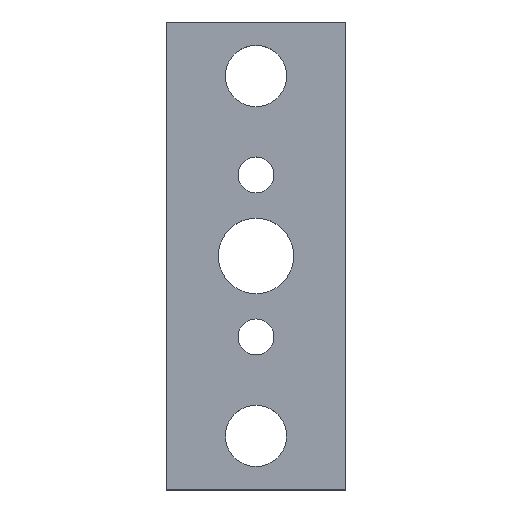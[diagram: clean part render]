
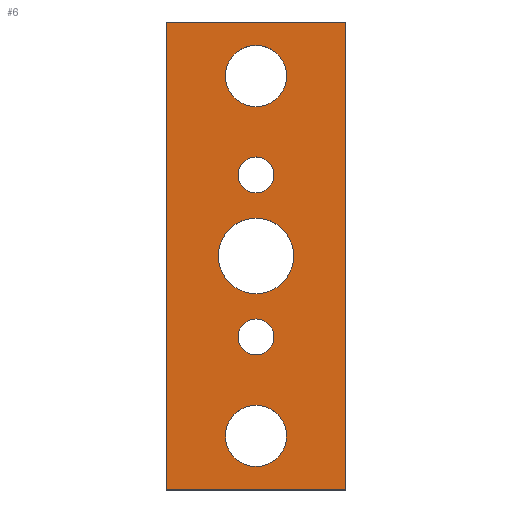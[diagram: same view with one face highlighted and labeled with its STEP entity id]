
A CAD part, top view. The second image highlights one B-rep face of the part: STEP entity #6.
In plain terms, the highlighted planar face has unit normal (0, 0, 1).
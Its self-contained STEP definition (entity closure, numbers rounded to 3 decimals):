
#6 = ADVANCED_FACE ( 'NONE', ( #443, #487, #486, #576, #499, #506 ), #735, .T. ) ;
#38 = AXIS2_PLACEMENT_3D ( 'NONE', #290, #288, #286 ) ;
#44 = AXIS2_PLACEMENT_3D ( 'NONE', #326, #325, #323 ) ;
#45 = AXIS2_PLACEMENT_3D ( 'NONE', #340, #337, #334 ) ;
#49 = AXIS2_PLACEMENT_3D ( 'NONE', #450, #548, #364 ) ;
#53 = AXIS2_PLACEMENT_3D ( 'NONE', #388, #357, #387 ) ;
#62 = AXIS2_PLACEMENT_3D ( 'NONE', #456, #453, #513 ) ;
#66 = AXIS2_PLACEMENT_3D ( 'NONE', #508, #507, #504 ) ;
#67 = AXIS2_PLACEMENT_3D ( 'NONE', #533, #528, #526 ) ;
#69 = AXIS2_PLACEMENT_3D ( 'NONE', #608, #618, #633 ) ;
#70 = AXIS2_PLACEMENT_3D ( 'NONE', #554, #552, #550 ) ;
#92 = AXIS2_PLACEMENT_3D ( 'NONE', #720, #731, #718 ) ;
#99 = EDGE_CURVE ( 'NONE', #553, #571, #375, .T. ) ;
#100 = EDGE_CURVE ( 'NONE', #591, #543, #379, .T. ) ;
#102 = EDGE_CURVE ( 'NONE', #697, #584, #362, .T. ) ;
#103 = EDGE_CURVE ( 'NONE', #541, #568, #363, .T. ) ;
#104 = EDGE_CURVE ( 'NONE', #579, #568, #360, .T. ) ;
#105 = EDGE_CURVE ( 'NONE', #642, #539, #359, .T. ) ;
#112 = EDGE_CURVE ( 'NONE', #705, #687, #341, .T. ) ;
#122 = EDGE_CURVE ( 'NONE', #571, #553, #312, .T. ) ;
#126 = EDGE_CURVE ( 'NONE', #584, #697, #299, .T. ) ;
#130 = EDGE_CURVE ( 'NONE', #543, #591, #291, .T. ) ;
#131 = EDGE_CURVE ( 'NONE', #539, #642, #285, .T. ) ;
#137 = EDGE_CURVE ( 'NONE', #687, #705, #273, .T. ) ;
#144 = EDGE_CURVE ( 'NONE', #541, #617, #262, .T. ) ;
#147 = EDGE_CURVE ( 'NONE', #579, #617, #255, .T. ) ;
#174 = CARTESIAN_POINT ( 'NONE',  ( 2.1, 0., 3. ) ) ;
#175 = CARTESIAN_POINT ( 'NONE',  ( -1.7, -10., 3. ) ) ;
#181 = CARTESIAN_POINT ( 'NONE',  ( 5., 13., 3. ) ) ;
#182 = CARTESIAN_POINT ( 'NONE',  ( -1.7, 10., 3. ) ) ;
#183 = CARTESIAN_POINT ( 'NONE',  ( 1., -4.5, 3. ) ) ;
#186 = CARTESIAN_POINT ( 'NONE',  ( -5., 13., 3. ) ) ;
#189 = CARTESIAN_POINT ( 'NONE',  ( 1.7, 10., 3. ) ) ;
#193 = CARTESIAN_POINT ( 'NONE',  ( 1., 4.5, 3. ) ) ;
#195 = CARTESIAN_POINT ( 'NONE',  ( 5., -13., 3. ) ) ;
#222 = CARTESIAN_POINT ( 'NONE',  ( -2.1, 0., 3. ) ) ;
#243 = DIRECTION ( 'NONE',  ( 1., 0., 0. ) ) ;
#244 = CARTESIAN_POINT ( 'NONE',  ( -1., -4.5, 3. ) ) ;
#248 = CARTESIAN_POINT ( 'NONE',  ( 0., 13., 3. ) ) ;
#250 = VECTOR ( 'NONE', #243, 1000. ) ;
#253 = VECTOR ( 'NONE', #333, 1000. ) ;
#254 = CARTESIAN_POINT ( 'NONE',  ( 5., -6., 3. ) ) ;
#255 = LINE ( 'NONE', #248, #250 ) ;
#262 = LINE ( 'NONE', #254, #253 ) ;
#273 = CIRCLE ( 'NONE', #38, 1.7 ) ;
#285 = CIRCLE ( 'NONE', #44, 2.1 ) ;
#286 = DIRECTION ( 'NONE',  ( -1., 0., 0. ) ) ;
#288 = DIRECTION ( 'NONE',  ( 0., 0., -1. ) ) ;
#290 = CARTESIAN_POINT ( 'NONE',  ( 0., -10., 3. ) ) ;
#291 = CIRCLE ( 'NONE', #45, 1. ) ;
#299 = CIRCLE ( 'NONE', #49, 1.7 ) ;
#312 = CIRCLE ( 'NONE', #53, 1. ) ;
#317 = CARTESIAN_POINT ( 'NONE',  ( -5., -13., 3. ) ) ;
#323 = DIRECTION ( 'NONE',  ( 1., 0., 0. ) ) ;
#325 = DIRECTION ( 'NONE',  ( 0., 0., 1. ) ) ;
#326 = CARTESIAN_POINT ( 'NONE',  ( 0., 0., 3. ) ) ;
#328 = CARTESIAN_POINT ( 'NONE',  ( -1., 4.5, 3. ) ) ;
#333 = DIRECTION ( 'NONE',  ( 0., 1., 0. ) ) ;
#334 = DIRECTION ( 'NONE',  ( 1., 0., 0. ) ) ;
#337 = DIRECTION ( 'NONE',  ( 0., 0., 1. ) ) ;
#340 = CARTESIAN_POINT ( 'NONE',  ( 0., -4.5, 3. ) ) ;
#341 = CIRCLE ( 'NONE', #62, 1.7 ) ;
#355 = VECTOR ( 'NONE', #522, 1000. ) ;
#357 = DIRECTION ( 'NONE',  ( 0., 0., 1. ) ) ;
#358 = VECTOR ( 'NONE', #641, 1000. ) ;
#359 = CIRCLE ( 'NONE', #66, 2.1 ) ;
#360 = LINE ( 'NONE', #536, #355 ) ;
#362 = CIRCLE ( 'NONE', #67, 1.7 ) ;
#363 = LINE ( 'NONE', #534, #358 ) ;
#364 = DIRECTION ( 'NONE',  ( -1., 0., 0. ) ) ;
#375 = CIRCLE ( 'NONE', #70, 1. ) ;
#379 = CIRCLE ( 'NONE', #69, 1. ) ;
#387 = DIRECTION ( 'NONE',  ( -1., 0., 0. ) ) ;
#388 = CARTESIAN_POINT ( 'NONE',  ( 0., 4.5, 3. ) ) ;
#415 = EDGE_LOOP ( 'NONE', ( #603, #604 ) ) ;
#438 = CARTESIAN_POINT ( 'NONE',  ( 1.7, -10., 3. ) ) ;
#443 = FACE_BOUND ( 'NONE', #415, .T. ) ;
#450 = CARTESIAN_POINT ( 'NONE',  ( 0., 10., 3. ) ) ;
#453 = DIRECTION ( 'NONE',  ( 0., 0., -1. ) ) ;
#454 = EDGE_LOOP ( 'NONE', ( #629, #628 ) ) ;
#456 = CARTESIAN_POINT ( 'NONE',  ( 0., -10., 3. ) ) ;
#486 = FACE_BOUND ( 'NONE', #644, .T. ) ;
#487 = FACE_OUTER_BOUND ( 'NONE', #524, .T. ) ;
#499 = FACE_BOUND ( 'NONE', #511, .T. ) ;
#504 = DIRECTION ( 'NONE',  ( 1., 0., 0. ) ) ;
#506 = FACE_BOUND ( 'NONE', #454, .T. ) ;
#507 = DIRECTION ( 'NONE',  ( 0., 0., 1. ) ) ;
#508 = CARTESIAN_POINT ( 'NONE',  ( 0., 0., 3. ) ) ;
#511 = EDGE_LOOP ( 'NONE', ( #625, #627 ) ) ;
#513 = DIRECTION ( 'NONE',  ( -1., 0., 0. ) ) ;
#517 = EDGE_LOOP ( 'NONE', ( #619, #623 ) ) ;
#522 = DIRECTION ( 'NONE',  ( 0., -1., 0. ) ) ;
#524 = EDGE_LOOP ( 'NONE', ( #607, #610, #612, #671 ) ) ;
#526 = DIRECTION ( 'NONE',  ( -1., 0., 0. ) ) ;
#528 = DIRECTION ( 'NONE',  ( 0., 0., -1. ) ) ;
#533 = CARTESIAN_POINT ( 'NONE',  ( 0., 10., 3. ) ) ;
#534 = CARTESIAN_POINT ( 'NONE',  ( 5., -13., 3. ) ) ;
#536 = CARTESIAN_POINT ( 'NONE',  ( -5., 6., 3. ) ) ;
#539 = VERTEX_POINT ( 'NONE', #222 ) ;
#541 = VERTEX_POINT ( 'NONE', #195 ) ;
#543 = VERTEX_POINT ( 'NONE', #244 ) ;
#548 = DIRECTION ( 'NONE',  ( 0., 0., -1. ) ) ;
#550 = DIRECTION ( 'NONE',  ( -1., 0., 0. ) ) ;
#552 = DIRECTION ( 'NONE',  ( 0., 0., 1. ) ) ;
#553 = VERTEX_POINT ( 'NONE', #193 ) ;
#554 = CARTESIAN_POINT ( 'NONE',  ( 0., 4.5, 3. ) ) ;
#568 = VERTEX_POINT ( 'NONE', #317 ) ;
#571 = VERTEX_POINT ( 'NONE', #328 ) ;
#576 = FACE_BOUND ( 'NONE', #517, .T. ) ;
#579 = VERTEX_POINT ( 'NONE', #186 ) ;
#584 = VERTEX_POINT ( 'NONE', #189 ) ;
#591 = VERTEX_POINT ( 'NONE', #183 ) ;
#603 = ORIENTED_EDGE ( 'NONE', *, *, #130, .F. ) ;
#604 = ORIENTED_EDGE ( 'NONE', *, *, #100, .F. ) ;
#607 = ORIENTED_EDGE ( 'NONE', *, *, #144, .T. ) ;
#608 = CARTESIAN_POINT ( 'NONE',  ( 0., -4.5, 3. ) ) ;
#610 = ORIENTED_EDGE ( 'NONE', *, *, #147, .F. ) ;
#612 = ORIENTED_EDGE ( 'NONE', *, *, #104, .T. ) ;
#614 = ORIENTED_EDGE ( 'NONE', *, *, #105, .F. ) ;
#615 = ORIENTED_EDGE ( 'NONE', *, *, #131, .F. ) ;
#617 = VERTEX_POINT ( 'NONE', #181 ) ;
#618 = DIRECTION ( 'NONE',  ( 0., 0., 1. ) ) ;
#619 = ORIENTED_EDGE ( 'NONE', *, *, #122, .F. ) ;
#623 = ORIENTED_EDGE ( 'NONE', *, *, #99, .F. ) ;
#625 = ORIENTED_EDGE ( 'NONE', *, *, #102, .T. ) ;
#627 = ORIENTED_EDGE ( 'NONE', *, *, #126, .T. ) ;
#628 = ORIENTED_EDGE ( 'NONE', *, *, #112, .T. ) ;
#629 = ORIENTED_EDGE ( 'NONE', *, *, #137, .T. ) ;
#633 = DIRECTION ( 'NONE',  ( 1., 0., 0. ) ) ;
#641 = DIRECTION ( 'NONE',  ( -1., 0., 0. ) ) ;
#642 = VERTEX_POINT ( 'NONE', #174 ) ;
#644 = EDGE_LOOP ( 'NONE', ( #615, #614 ) ) ;
#671 = ORIENTED_EDGE ( 'NONE', *, *, #103, .F. ) ;
#687 = VERTEX_POINT ( 'NONE', #175 ) ;
#697 = VERTEX_POINT ( 'NONE', #182 ) ;
#705 = VERTEX_POINT ( 'NONE', #438 ) ;
#718 = DIRECTION ( 'NONE',  ( 1., 0., 0. ) ) ;
#720 = CARTESIAN_POINT ( 'NONE',  ( 0., 0., 3. ) ) ;
#731 = DIRECTION ( 'NONE',  ( 0., 0., 1. ) ) ;
#735 = PLANE ( 'NONE',  #92 ) ;
